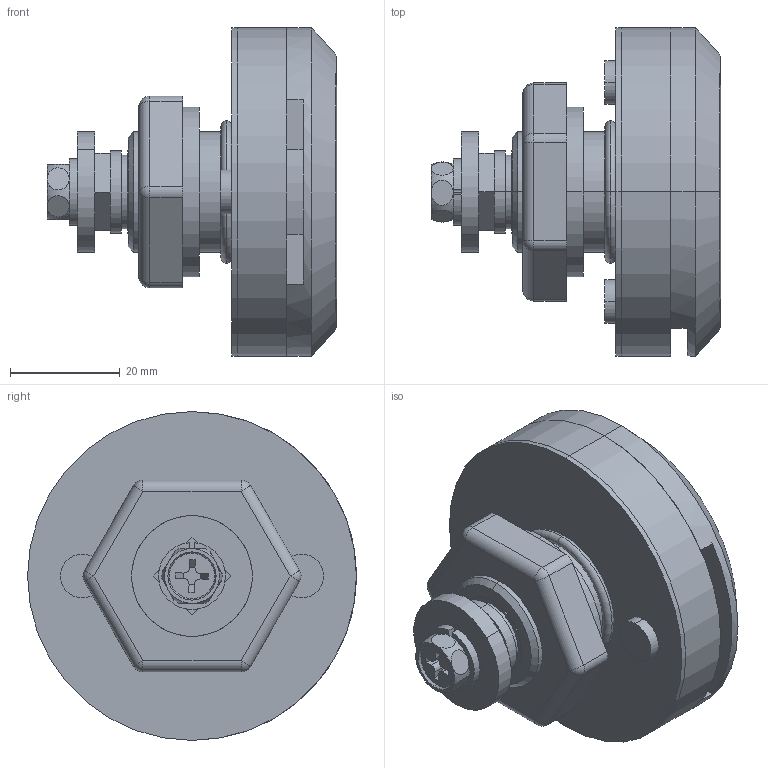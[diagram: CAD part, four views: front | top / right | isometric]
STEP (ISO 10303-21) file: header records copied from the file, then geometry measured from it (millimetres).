
FILE_DESCRIPTION (( 'STEP AP203' ), '1' );
FILE_NAME ('A-172-1-L.STEP', '2012-10-09T08:24:12', ( '11sw' ), ( 'タキゲン製造株式会社' ), 'SwSTEP 2.0', 'SolidWorks 2011', '' );
FILE_SCHEMA (( 'CONFIG_CONTROL_DESIGN' ));
Length unit declared in the file: millimetre
Products named in the file (9): 廫帤寠晅偒榋妏儃儖僩M6_M6亊16; A-172-1儕儞僌儚僢僔儍乕_; A-172-1M22僫僢僩_; A-172-1受座_; A-172-1本体_; A-172-1-L; A-172-1角スペーサー_; A-172-1パッキン_; スプリングワッシャーM6_JIS B 1251 No.2 6
Assembly tree (8 placements, depth 2):
  A-172-1-L
    A-172-1本体_
    廫帤寠晅偒榋妏儃儖僩M6_M6亊16
    A-172-1儕儞僌儚僢僔儍乕_
    A-172-1角スペーサー_
    A-172-1パッキン_
    スプリングワッシャーM6_JIS B 1251 No.2 6
    A-172-1M22僫僢僩_
    A-172-1受座_
Bounding box: 52.84 x 60 x 60 mm (x, y, z)
Volume: 59263.6 mm3; surface area: 30260.4 mm2
Topology: 8 solids, 8 shells, 152 faces, 332 edges, 202 vertices
Faces by surface type: plane 67, cylinder 59, torus 12, cone 8, sphere 6
Entity records: 5393 total; most frequent: CARTESIAN_POINT 1023, DIRECTION 788, ORIENTED_EDGE 648, EDGE_CURVE 324, AXIS2_PLACEMENT_3D 313, VERTEX_POINT 200, EDGE_LOOP 178, VECTOR 162
